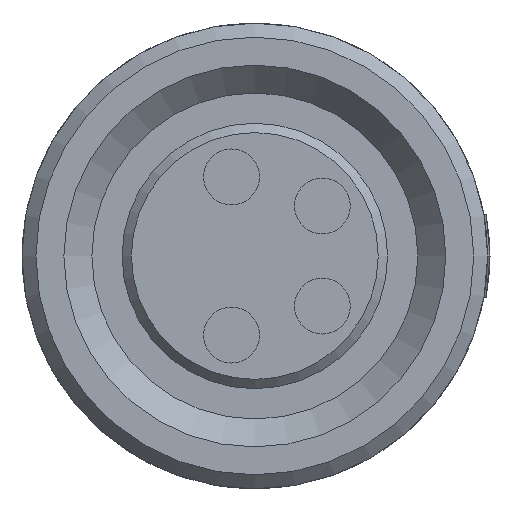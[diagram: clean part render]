
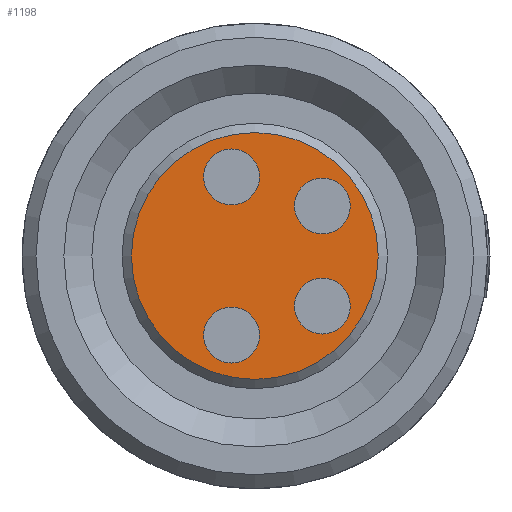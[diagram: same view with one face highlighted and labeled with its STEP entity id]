
A CAD part, left-side view. The second image highlights one B-rep face of the part: STEP entity #1198.
In plain terms, the highlighted planar face has unit normal (-1, 0, 0).
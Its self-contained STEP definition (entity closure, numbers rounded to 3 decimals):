
#228=FACE_BOUND('',#359,.T.);
#229=FACE_BOUND('',#360,.T.);
#230=FACE_BOUND('',#361,.T.);
#231=FACE_BOUND('',#362,.T.);
#269=FACE_OUTER_BOUND('',#358,.T.);
#358=EDGE_LOOP('',(#917));
#359=EDGE_LOOP('',(#918));
#360=EDGE_LOOP('',(#919));
#361=EDGE_LOOP('',(#920));
#362=EDGE_LOOP('',(#921));
#448=CIRCLE('',#1330,2.65);
#450=CIRCLE('',#1334,0.6);
#451=CIRCLE('',#1335,0.6);
#452=CIRCLE('',#1336,0.6);
#453=CIRCLE('',#1337,0.6);
#535=VERTEX_POINT('',#2592);
#537=VERTEX_POINT('',#2600);
#538=VERTEX_POINT('',#2602);
#539=VERTEX_POINT('',#2604);
#540=VERTEX_POINT('',#2606);
#670=EDGE_CURVE('',#535,#535,#448,.T.);
#673=EDGE_CURVE('',#537,#537,#450,.T.);
#674=EDGE_CURVE('',#538,#538,#451,.T.);
#675=EDGE_CURVE('',#539,#539,#452,.T.);
#676=EDGE_CURVE('',#540,#540,#453,.T.);
#917=ORIENTED_EDGE('',*,*,#670,.F.);
#918=ORIENTED_EDGE('',*,*,#673,.T.);
#919=ORIENTED_EDGE('',*,*,#674,.T.);
#920=ORIENTED_EDGE('',*,*,#675,.T.);
#921=ORIENTED_EDGE('',*,*,#676,.T.);
#1138=PLANE('',#1333);
#1198=ADVANCED_FACE('',(#269,#228,#229,#230,#231),#1138,.T.);
#1330=AXIS2_PLACEMENT_3D('',#2594,#1580,#1581);
#1333=AXIS2_PLACEMENT_3D('',#2599,#1587,#1588);
#1334=AXIS2_PLACEMENT_3D('',#2601,#1589,#1590);
#1335=AXIS2_PLACEMENT_3D('',#2603,#1591,#1592);
#1336=AXIS2_PLACEMENT_3D('',#2605,#1593,#1594);
#1337=AXIS2_PLACEMENT_3D('',#2607,#1595,#1596);
#1580=DIRECTION('center_axis',(1.,0.,0.));
#1581=DIRECTION('ref_axis',(0.,0.,-1.));
#1587=DIRECTION('center_axis',(-1.,0.,0.));
#1588=DIRECTION('ref_axis',(0.,1.,0.));
#1589=DIRECTION('center_axis',(1.,0.,0.));
#1590=DIRECTION('ref_axis',(0.,0.,1.));
#1591=DIRECTION('center_axis',(1.,0.,0.));
#1592=DIRECTION('ref_axis',(0.,0.,1.));
#1593=DIRECTION('center_axis',(1.,0.,0.));
#1594=DIRECTION('ref_axis',(0.,0.,1.));
#1595=DIRECTION('center_axis',(1.,0.,0.));
#1596=DIRECTION('ref_axis',(0.,0.,1.));
#2592=CARTESIAN_POINT('',(-19.75,0.,2.65));
#2594=CARTESIAN_POINT('Origin',(-19.75,0.,0.));
#2599=CARTESIAN_POINT('Origin',(-19.75,0.,1.425));
#2600=CARTESIAN_POINT('',(-19.75,0.5,1.1));
#2601=CARTESIAN_POINT('Origin',(-19.75,0.5,1.7));
#2602=CARTESIAN_POINT('',(-19.75,0.5,-2.3));
#2603=CARTESIAN_POINT('Origin',(-19.75,0.5,-1.7));
#2604=CARTESIAN_POINT('',(-19.75,-1.45,-1.675));
#2605=CARTESIAN_POINT('Origin',(-19.75,-1.45,-1.075));
#2606=CARTESIAN_POINT('',(-19.75,-1.45,0.475));
#2607=CARTESIAN_POINT('Origin',(-19.75,-1.45,1.075));
